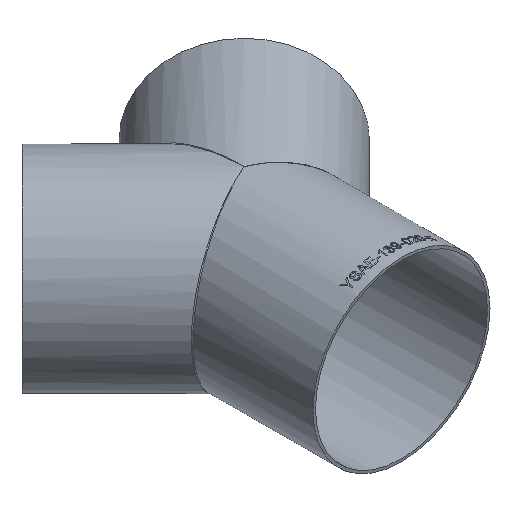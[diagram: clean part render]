
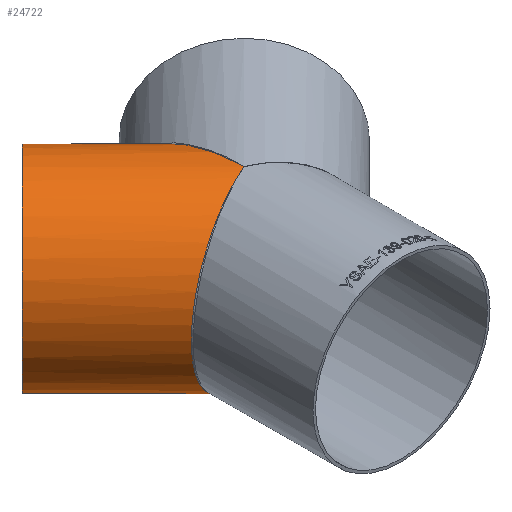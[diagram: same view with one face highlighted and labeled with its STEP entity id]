
A CAD part, isometric view. The second image highlights one B-rep face of the part: STEP entity #24722.
In plain terms, the highlighted cylindrical face has radius 69.85 mm (diameter 139.7 mm), a full revolution.
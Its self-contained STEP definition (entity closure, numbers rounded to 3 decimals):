
#1232 = EDGE_CURVE ( 'NONE', #6869, #24184, #14123, .T. ) ;
#2687 = CARTESIAN_POINT ( 'NONE',  ( 0., 0., -69.85 ) ) ;
#2689 = CARTESIAN_POINT ( 'NONE',  ( -137.073, 38.29, 0. ) ) ;
#2819 = CARTESIAN_POINT ( 'NONE',  ( -140.52, -57.046, -69.85 ) ) ;
#2967 = FACE_OUTER_BOUND ( 'NONE', #4219, .T. ) ;
#4219 = EDGE_LOOP ( 'NONE', ( #18676, #13421 ) ) ;
#4746 = EDGE_LOOP ( 'NONE', ( #12757 ) ) ;
#6869 = VERTEX_POINT ( 'NONE', #11551 ) ;
#7150 = CYLINDRICAL_SURFACE ( 'NONE', #8207, 69.85 ) ;
#8207 = AXIS2_PLACEMENT_3D ( 'NONE', #25361, #17078, #23710 ) ;
#8637 = VERTEX_POINT ( 'NONE', #2689 ) ;
#10773 = EDGE_CURVE ( 'NONE', #8637, #8637, #23656, .T. ) ;
#11124 = DIRECTION ( 'NONE',  ( -0.707, -0.707, 0. ) ) ;
#11551 = CARTESIAN_POINT ( 'NONE',  ( 0., 0., -69.85 ) ) ;
#12757 = ORIENTED_EDGE ( 'NONE', *, *, #10773, .F. ) ;
#13421 = ORIENTED_EDGE ( 'NONE', *, *, #1232, .T. ) ;
#14123 =( BOUNDED_CURVE ( )  B_SPLINE_CURVE ( 3, ( #2687, #2819, #19223, #19363 ),
 .UNSPECIFIED., .F., .F. ) 
 B_SPLINE_CURVE_WITH_KNOTS ( ( 4, 4 ),
 ( 4.712, 7.854 ),
 .UNSPECIFIED. ) 
 CURVE ( )  GEOMETRIC_REPRESENTATION_ITEM ( )  RATIONAL_B_SPLINE_CURVE ( ( 1., 0.333, 0.333, 1. ) ) 
 REPRESENTATION_ITEM ( '' )  );
#15068 = DIRECTION ( 'NONE',  ( -0.707, 0.707, 0. ) ) ;
#15665 = EDGE_CURVE ( 'NONE', #24184, #6869, #24534, .T. ) ;
#17078 = DIRECTION ( 'NONE',  ( -0.707, 0.707, 0. ) ) ;
#17480 = FACE_OUTER_BOUND ( 'NONE', #4746, .T. ) ;
#18121 = CARTESIAN_POINT ( 'NONE',  ( -1.98, 199.546, -69.85 ) ) ;
#18676 = ORIENTED_EDGE ( 'NONE', *, *, #15665, .T. ) ;
#19223 = CARTESIAN_POINT ( 'NONE',  ( -140.52, -57.046, 69.85 ) ) ;
#19363 = CARTESIAN_POINT ( 'NONE',  ( 0., 0., 69.85 ) ) ;
#20171 = CARTESIAN_POINT ( 'NONE',  ( -1.98, 199.546, 69.85 ) ) ;
#22343 = AXIS2_PLACEMENT_3D ( 'NONE', #25412, #15068, #11124 ) ;
#23656 = CIRCLE ( 'NONE', #22343, 69.85 ) ;
#23710 = DIRECTION ( 'NONE',  ( -0.707, -0.707, 0. ) ) ;
#23837 = CARTESIAN_POINT ( 'NONE',  ( 0., 0., 69.85 ) ) ;
#24184 = VERTEX_POINT ( 'NONE', #23837 ) ;
#24229 = CARTESIAN_POINT ( 'NONE',  ( 0., 0., 69.85 ) ) ;
#24493 = CARTESIAN_POINT ( 'NONE',  ( 0., 0., -69.85 ) ) ;
#24534 =( BOUNDED_CURVE ( )  B_SPLINE_CURVE ( 3, ( #24229, #20171, #18121, #24493 ),
 .UNSPECIFIED., .F., .F. ) 
 B_SPLINE_CURVE_WITH_KNOTS ( ( 4, 4 ),
 ( 1.571, 4.712 ),
 .UNSPECIFIED. ) 
 CURVE ( )  GEOMETRIC_REPRESENTATION_ITEM ( )  RATIONAL_B_SPLINE_CURVE ( ( 1., 0.333, 0.333, 1. ) ) 
 REPRESENTATION_ITEM ( '' )  );
#24722 = ADVANCED_FACE ( 'NONE', ( #2967, #17480 ), #7150, .T. ) ;
#25361 = CARTESIAN_POINT ( 'NONE',  ( 54.401, -54.401, 0. ) ) ;
#25412 = CARTESIAN_POINT ( 'NONE',  ( -87.681, 87.681, 0. ) ) ;
